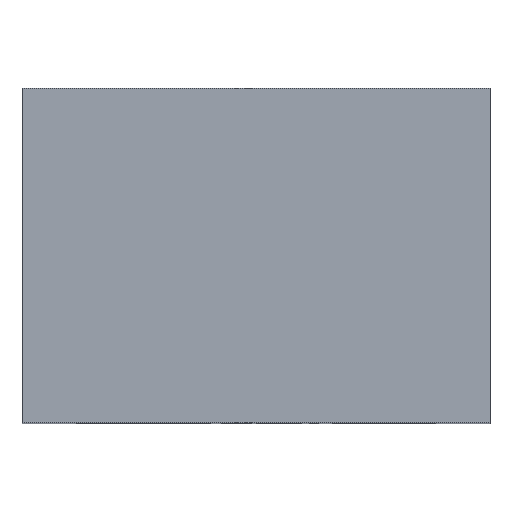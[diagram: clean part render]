
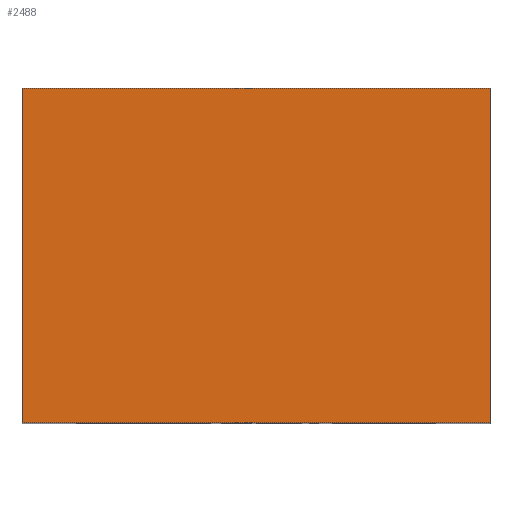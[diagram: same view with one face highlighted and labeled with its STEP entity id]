
A CAD part, top view. The second image highlights one B-rep face of the part: STEP entity #2488.
In plain terms, the highlighted face is planar.
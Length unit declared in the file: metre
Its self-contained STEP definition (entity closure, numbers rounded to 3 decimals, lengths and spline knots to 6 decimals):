
#244=LINE('',#4607,#438);
#245=LINE('',#4610,#439);
#246=LINE('',#4612,#440);
#247=LINE('',#4614,#441);
#438=VECTOR('',#2967,1.);
#439=VECTOR('',#2968,1.);
#440=VECTOR('',#2969,1.);
#441=VECTOR('',#2970,1.);
#527=PLANE('',#2593);
#907=ORIENTED_EDGE('',*,*,#1234,.T.);
#908=ORIENTED_EDGE('',*,*,#1235,.F.);
#909=ORIENTED_EDGE('',*,*,#1236,.F.);
#910=ORIENTED_EDGE('',*,*,#1237,.T.);
#1234=EDGE_CURVE('',#1401,#1402,#244,.T.);
#1235=EDGE_CURVE('',#1403,#1402,#245,.T.);
#1236=EDGE_CURVE('',#1404,#1403,#246,.T.);
#1237=EDGE_CURVE('',#1404,#1401,#247,.T.);
#1401=VERTEX_POINT('',#4608);
#1402=VERTEX_POINT('',#4609);
#1403=VERTEX_POINT('',#4611);
#1404=VERTEX_POINT('',#4613);
#1531=EDGE_LOOP('',(#907,#908,#909,#910));
#1656=FACE_BOUND('',#1531,.T.);
#2488=ADVANCED_FACE('',(#1656),#527,.F.);
#2593=AXIS2_PLACEMENT_3D('',#4606,#2965,#2966);
#2965=DIRECTION('',(0.,-1.,0.));
#2966=DIRECTION('',(1.,0.,0.));
#2967=DIRECTION('',(-1.,0.,0.));
#2968=DIRECTION('',(0.,0.,-1.));
#2969=DIRECTION('',(-1.,0.,0.));
#2970=DIRECTION('',(0.,0.,-1.));
#4606=CARTESIAN_POINT('',(0.021,0.0225,0.015));
#4607=CARTESIAN_POINT('',(0.021,0.0225,-0.015));
#4608=CARTESIAN_POINT('',(0.021,0.0225,-0.015));
#4609=CARTESIAN_POINT('',(-0.021,0.0225,-0.015));
#4610=CARTESIAN_POINT('',(-0.021,0.0225,0.015));
#4611=CARTESIAN_POINT('',(-0.021,0.0225,0.015));
#4612=CARTESIAN_POINT('',(0.021,0.0225,0.015));
#4613=CARTESIAN_POINT('',(0.021,0.0225,0.015));
#4614=CARTESIAN_POINT('',(0.021,0.0225,0.015));
